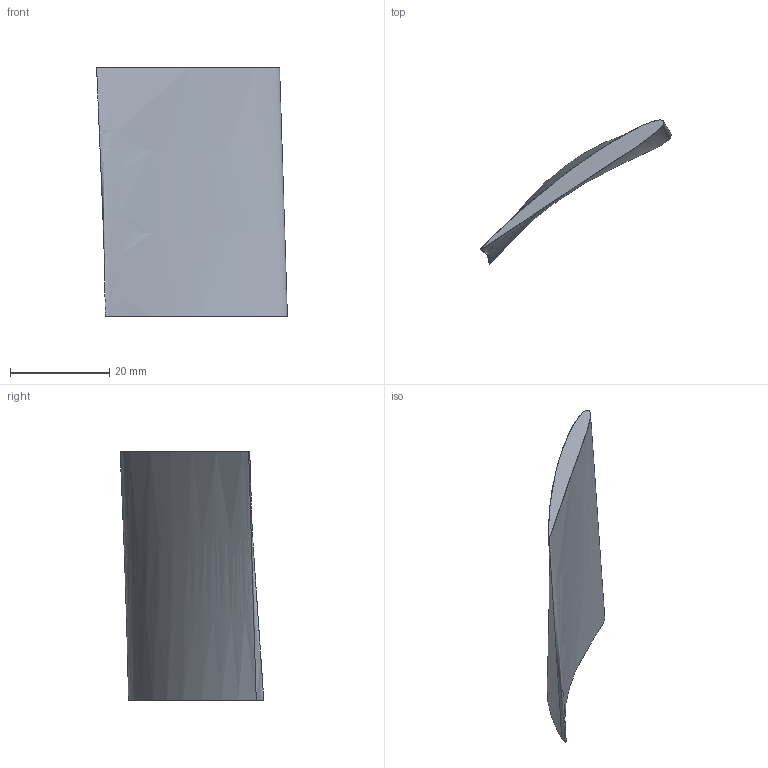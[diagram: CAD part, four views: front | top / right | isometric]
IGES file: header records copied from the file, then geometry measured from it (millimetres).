
Start section:  PTC IGES file: impeller.igs
Global section: file name: impeller.igs; native system: Creo Parametric by PTC Inc.; preprocessor: 2014440; author: Naveen; organization: Unknown; date: 20180129.091315; units: millimetre
Bounding box: 38.42 x 28.93 x 50 mm (x, y, z)
Surface area: 4904 mm2 (no closed solid volume)
Topology: 0 solids, 0 shells, 4 faces, 12 edges, 12 vertices
Faces by surface type: bspline 4
